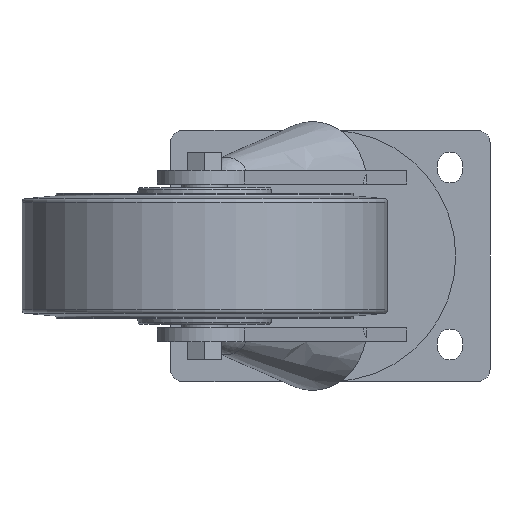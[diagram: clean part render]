
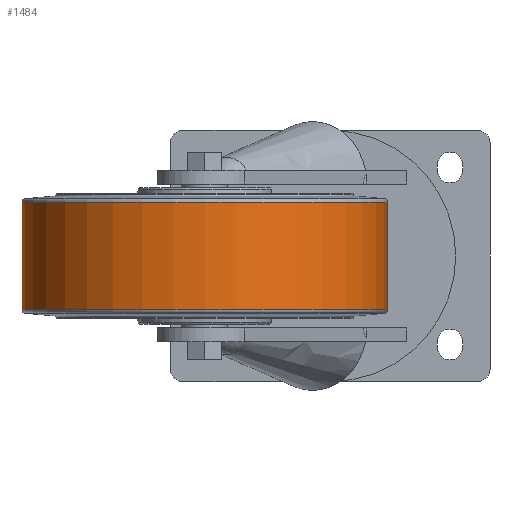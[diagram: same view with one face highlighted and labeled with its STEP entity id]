
A CAD part, front view. The second image highlights one B-rep face of the part: STEP entity #1484.
In plain terms, the highlighted cylindrical face has radius 80 mm (diameter 160 mm), a full revolution.
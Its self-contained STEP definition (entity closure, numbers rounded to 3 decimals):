
#69=CYLINDRICAL_SURFACE('',#1647,80.);
#135=CIRCLE('',#1646,80.);
#136=CIRCLE('',#1648,80.);
#425=ORIENTED_EDGE('',*,*,#688,.T.);
#426=ORIENTED_EDGE('',*,*,#687,.F.);
#687=EDGE_CURVE('',#845,#845,#135,.T.);
#688=EDGE_CURVE('',#846,#846,#136,.T.);
#845=VERTEX_POINT('',#2535);
#846=VERTEX_POINT('',#2538);
#1187=EDGE_LOOP('',(#425));
#1188=EDGE_LOOP('',(#426));
#1333=FACE_BOUND('',#1187,.T.);
#1334=FACE_BOUND('',#1188,.T.);
#1484=ADVANCED_FACE('',(#1333,#1334),#69,.T.);
#1646=AXIS2_PLACEMENT_3D('',#2534,#2014,#2015);
#1647=AXIS2_PLACEMENT_3D('',#2536,#2016,#2017);
#1648=AXIS2_PLACEMENT_3D('',#2537,#2018,#2019);
#2014=DIRECTION('',(0.,0.,-1.));
#2015=DIRECTION('',(-1.,0.,0.));
#2016=DIRECTION('',(0.,0.,-1.));
#2017=DIRECTION('',(-1.,0.,0.));
#2018=DIRECTION('',(0.,0.,-1.));
#2019=DIRECTION('',(-1.,0.,0.));
#2534=CARTESIAN_POINT('',(0.,0.,-23.626));
#2535=CARTESIAN_POINT('',(-80.,0.,-23.626));
#2536=CARTESIAN_POINT('',(0.,0.,-30.));
#2537=CARTESIAN_POINT('',(0.,0.,23.626));
#2538=CARTESIAN_POINT('',(-80.,0.,23.626));
